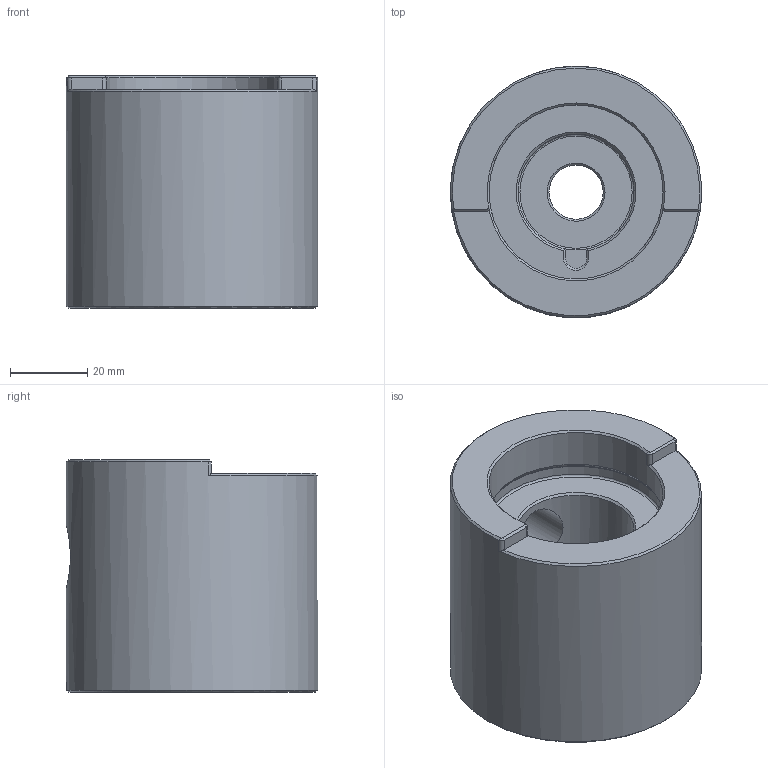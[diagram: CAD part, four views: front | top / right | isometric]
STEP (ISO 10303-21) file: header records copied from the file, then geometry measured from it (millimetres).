
FILE_DESCRIPTION(/* description */ ('Unknown'),/* implementation_level */ '2;1');
FILE_NAME(/* name */ 'HI10001134_B',/* time_stamp */ '2024-02-18T22:28:51+01:00',/* author */ ('Unknown'),/* organization */ ('Unknown'),/* preprocessor_version */ 'ST-DEVELOPER v18.102',/* originating_system */ 'Solid Edge',/* authorisation */ 'Unknown');
FILE_SCHEMA (('AUTOMOTIVE_DESIGN {1 0 10303 214 3 1 1}'));
Length unit declared in the file: millimetre
Products named in the file (1): HI10001134_B
Bounding box: 64.97 x 64.93 x 60 mm (x, y, z)
Volume: 133893.2 mm3; surface area: 25126.1 mm2
Topology: 1 solids, 1 shells, 54 faces, 135 edges, 84 vertices
Faces by surface type: cone 19, cylinder 16, plane 15, torus 4
Full cylindrical faces by diameter (mm): 4.134 x1, 5.5 x1, 14 x1, 16 x1, 30 x1, 45 x2, 46 x1, 65 x1
Entity records: 1840 total; most frequent: CARTESIAN_POINT 288, DIRECTION 256, ORIENTED_EDGE 200, AXIS2_PLACEMENT_3D 108, EDGE_CURVE 100, EDGE_LOOP 82, FACE_BOUND 82, VERTEX_POINT 70
